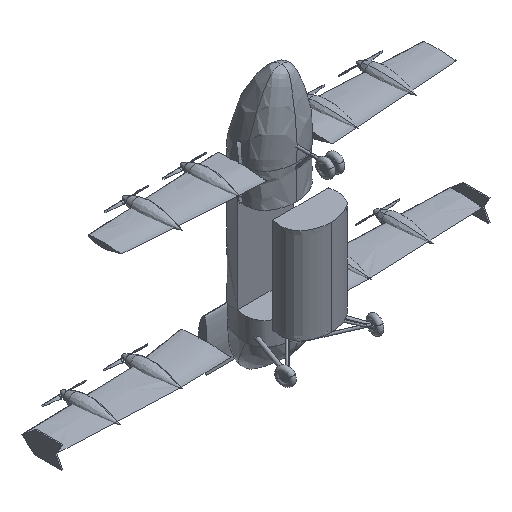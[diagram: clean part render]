
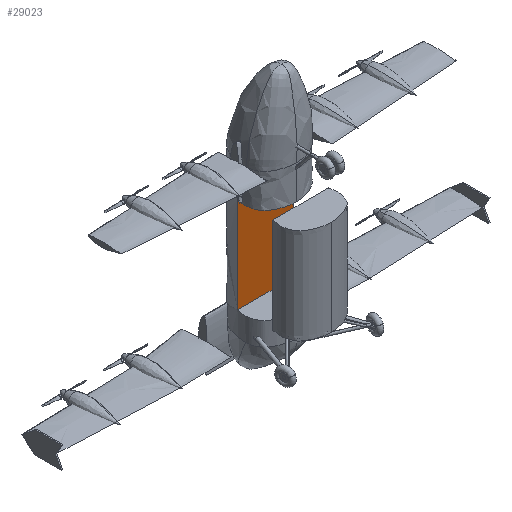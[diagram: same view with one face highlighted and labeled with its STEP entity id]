
A CAD part, isometric view. The second image highlights one B-rep face of the part: STEP entity #29023.
In plain terms, the highlighted planar face has unit normal (0, -1, 0).
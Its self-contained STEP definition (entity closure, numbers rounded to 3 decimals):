
#21475=CARTESIAN_POINT('Vertex',(675.416,-162.491,-2446.911)) ;
#21479=CARTESIAN_POINT('Control Point',(675.416,-162.491,-4746.911)) ;
#21480=CARTESIAN_POINT('Control Point',(675.416,-162.491,-2446.911)) ;
#21481=CARTESIAN_POINT('Vertex',(675.416,-162.491,-4746.911)) ;
#28881=CARTESIAN_POINT('Vertex',(-675.417,-162.491,-4746.911)) ;
#28885=CARTESIAN_POINT('Control Point',(-675.417,-162.491,-4746.911)) ;
#28886=CARTESIAN_POINT('Control Point',(-675.417,-162.491,-2446.911)) ;
#28887=CARTESIAN_POINT('Vertex',(-675.417,-162.491,-2446.911)) ;
#28996=CARTESIAN_POINT('Line Origine',(0.,-162.491,-2446.911)) ;
#29007=CARTESIAN_POINT('Axis2P3D Location',(0.,-162.491,-4746.911)) ;
#29012=CARTESIAN_POINT('Line Origine',(0.,-162.491,-4746.911)) ;
#28997=DIRECTION('Vector Direction',(-1.,0.,0.)) ;
#29008=DIRECTION('Axis2P3D Direction',(0.,-1.,0.)) ;
#29009=DIRECTION('Axis2P3D XDirection',(0.,0.,1.)) ;
#29013=DIRECTION('Vector Direction',(-1.,0.,0.)) ;
#29010=AXIS2_PLACEMENT_3D('Plane Axis2P3D',#29007,#29008,#29009) ;
#29018=ORIENTED_EDGE('',*,*,#21483,.T.) ;
#29019=ORIENTED_EDGE('',*,*,#29000,.T.) ;
#29020=ORIENTED_EDGE('',*,*,#28889,.F.) ;
#29021=ORIENTED_EDGE('',*,*,#29016,.F.) ;
#28998=VECTOR('Line Direction',#28997,1.) ;
#29014=VECTOR('Line Direction',#29013,1.) ;
#29023=ADVANCED_FACE('Fuselagem Arredondada',(#29022),#29011,.T.) ;
#21478=B_SPLINE_CURVE_WITH_KNOTS('',1,(#21479,#21480),.UNSPECIFIED.,.F.,.U.,(2,2),(-1150.,1150.),.UNSPECIFIED.) ;
#28884=B_SPLINE_CURVE_WITH_KNOTS('',1,(#28885,#28886),.UNSPECIFIED.,.F.,.U.,(2,2),(-1150.,1150.),.UNSPECIFIED.) ;
#21483=EDGE_CURVE('',#21482,#21476,#21478,.T.) ;
#28889=EDGE_CURVE('',#28882,#28888,#28884,.T.) ;
#29000=EDGE_CURVE('',#21476,#28888,#28999,.T.) ;
#29016=EDGE_CURVE('',#21482,#28882,#29015,.T.) ;
#29017=EDGE_LOOP('',(#29018,#29019,#29020,#29021)) ;
#29022=FACE_OUTER_BOUND('',#29017,.T.) ;
#28999=LINE('Line',#28996,#28998) ;
#29015=LINE('Line',#29012,#29014) ;
#29011=PLANE('',#29010) ;
#21476=VERTEX_POINT('',#21475) ;
#21482=VERTEX_POINT('',#21481) ;
#28882=VERTEX_POINT('',#28881) ;
#28888=VERTEX_POINT('',#28887) ;
